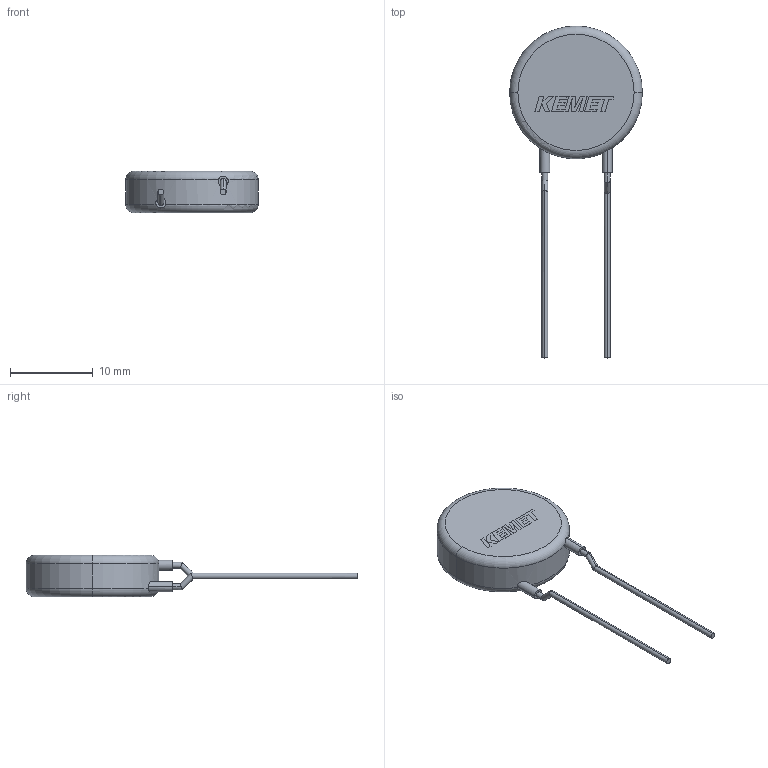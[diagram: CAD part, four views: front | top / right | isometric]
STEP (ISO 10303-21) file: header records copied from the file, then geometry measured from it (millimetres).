
FILE_DESCRIPTION (( 'STEP AP214' ), '1' );
FILE_NAME ('CCD_VC_D16T5S7.5LL20F0.7V2.1.STEP', '2024-05-09T04:24:05', ( '' ), ( '' ), 'SwSTEP 2.0', 'SolidWorks 2021', '' );
FILE_SCHEMA (( 'AUTOMOTIVE_DESIGN' ));
Length unit declared in the file: millimetre
Products named in the file (1): CCD_VC_D16T5S7.5LL20F0.7V2.1
Bounding box: 16 x 40 x 5 mm (x, y, z)
Volume: 1008 mm3; surface area: 750.6 mm2
Topology: 4 solids, 4 shells, 85 faces, 215 edges, 140 vertices
Faces by surface type: plane 63, cylinder 18, torus 4
Entity records: 3395 total; most frequent: CARTESIAN_POINT 525, ORIENTED_EDGE 430, DIRECTION 395, EDGE_CURVE 215, LINE 171, VECTOR 171, VERTEX_POINT 140, AXIS2_PLACEMENT_3D 112
